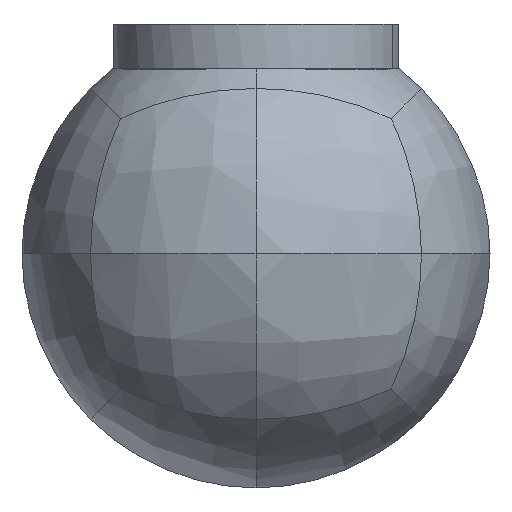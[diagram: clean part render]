
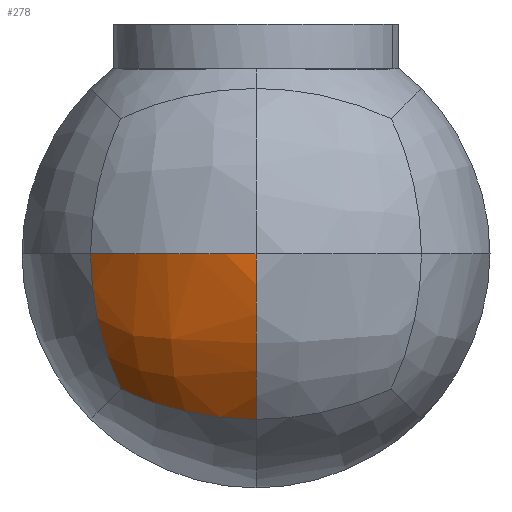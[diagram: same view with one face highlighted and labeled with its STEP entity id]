
A CAD part, front view. The second image highlights one B-rep face of the part: STEP entity #278.
In plain terms, the highlighted free-form (B-spline) face has degree [3, 3] with [9, 9] control points.
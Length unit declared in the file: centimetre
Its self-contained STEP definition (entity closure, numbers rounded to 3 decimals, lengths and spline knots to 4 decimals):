
#278=ADVANCED_FACE('',(#380),#1471,.T.);
#380=FACE_OUTER_BOUND('',#488,.T.);
#488=EDGE_LOOP('',(#784,#785,#786,#787));
#784=ORIENTED_EDGE('',*,*,#1099,.F.);
#785=ORIENTED_EDGE('',*,*,#1100,.T.);
#786=ORIENTED_EDGE('',*,*,#1088,.F.);
#787=ORIENTED_EDGE('',*,*,#1071,.F.);
#1071=EDGE_CURVE('',#1358,#1371,#1234,.T.);
#1088=EDGE_CURVE('',#1371,#1367,#1251,.T.);
#1099=EDGE_CURVE('',#1353,#1358,#1262,.T.);
#1100=EDGE_CURVE('',#1353,#1367,#1263,.T.);
#1234=B_SPLINE_CURVE_WITH_KNOTS('',3,(#7127,#7128,#7129,#7130,#7131,#7132,
#7133,#7134,#7135),.UNSPECIFIED.,.F.,.F.,(4,1,1,1,1,1,4),(0.,0.25,0.5,0.625,
0.75,0.875,1.),.UNSPECIFIED.);
#1251=B_SPLINE_CURVE_WITH_KNOTS('',3,(#7280,#7281,#7282,#7283,#7284,#7285,
#7286,#7287,#7288),.UNSPECIFIED.,.F.,.F.,(4,1,1,1,1,1,4),(0.,0.125,0.25,
0.375,0.5,0.75,1.),.UNSPECIFIED.);
#1262=B_SPLINE_CURVE_WITH_KNOTS('',3,(#7379,#7380,#7381,#7382,#7383,#7384,
#7385,#7386,#7387),.UNSPECIFIED.,.F.,.F.,(4,1,1,1,1,1,4),(0.,0.25,0.5,0.625,
0.75,0.875,1.),.UNSPECIFIED.);
#1263=B_SPLINE_CURVE_WITH_KNOTS('',3,(#7388,#7389,#7390,#7391,#7392,#7393,
#7394,#7395,#7396),.UNSPECIFIED.,.F.,.F.,(4,1,1,1,1,1,4),(0.,0.25,0.5,0.625,
0.75,0.875,1.),.UNSPECIFIED.);
#1353=VERTEX_POINT('',#7055);
#1358=VERTEX_POINT('',#7060);
#1367=VERTEX_POINT('',#7069);
#1371=VERTEX_POINT('',#7073);
#1471=B_SPLINE_SURFACE_WITH_KNOTS('',3,3,((#5837,#5838,#5839,#5840,#5841,
#5842,#5843,#5844,#5845),(#5846,#5847,#5848,#5849,#5850,#5851,#5852,#5853,
#5854),(#5855,#5856,#5857,#5858,#5859,#5860,#5861,#5862,#5863),(#5864,#5865,
#5866,#5867,#5868,#5869,#5870,#5871,#5872),(#5873,#5874,#5875,#5876,#5877,
#5878,#5879,#5880,#5881),(#5882,#5883,#5884,#5885,#5886,#5887,#5888,#5889,
#5890),(#5891,#5892,#5893,#5894,#5895,#5896,#5897,#5898,#5899),(#5900,#5901,
#5902,#5903,#5904,#5905,#5906,#5907,#5908),(#5909,#5910,#5911,#5912,#5913,
#5914,#5915,#5916,#5917)),.UNSPECIFIED.,.F.,.F.,.F.,(4,1,1,1,1,1,4),(4,
1,1,1,1,1,4),(0.,0.125,0.25,0.375,0.5,0.75,1.),(0.,0.25,0.5,0.625,0.75,
0.875,1.),.UNSPECIFIED.);
#5837=CARTESIAN_POINT('',(-380.9687,408.0299,18.0134));
#5838=CARTESIAN_POINT('',(-381.1515,408.0299,18.0134));
#5839=CARTESIAN_POINT('',(-381.5169,408.056,18.0395));
#5840=CARTESIAN_POINT('',(-381.9443,408.1396,18.1231));
#5841=CARTESIAN_POINT('',(-382.2511,408.2286,18.2121));
#5842=CARTESIAN_POINT('',(-382.4573,408.3014,18.2849));
#5843=CARTESIAN_POINT('',(-382.6331,408.3751,18.3586));
#5844=CARTESIAN_POINT('',(-382.7195,408.417,18.4005));
#5845=CARTESIAN_POINT('',(-382.7427,408.4286,18.4121));
#5846=CARTESIAN_POINT('',(-380.9687,407.959,18.0844));
#5847=CARTESIAN_POINT('',(-381.1515,407.959,18.0844));
#5848=CARTESIAN_POINT('',(-381.5169,407.9861,18.1094));
#5849=CARTESIAN_POINT('',(-381.9443,408.074,18.1888));
#5850=CARTESIAN_POINT('',(-382.2511,408.1685,18.2722));
#5851=CARTESIAN_POINT('',(-382.4573,408.2472,18.339));
#5852=CARTESIAN_POINT('',(-382.6331,408.3294,18.4042));
#5853=CARTESIAN_POINT('',(-382.7195,408.3822,18.4353));
#5854=CARTESIAN_POINT('',(-382.7542,408.417,18.4353));
#5855=CARTESIAN_POINT('',(-380.9687,407.8245,18.2336));
#5856=CARTESIAN_POINT('',(-381.152,407.8245,18.2336));
#5857=CARTESIAN_POINT('',(-381.5185,407.8536,18.2566));
#5858=CARTESIAN_POINT('',(-381.9481,407.9502,18.3274));
#5859=CARTESIAN_POINT('',(-382.2574,408.056,18.4001));
#5860=CARTESIAN_POINT('',(-382.467,408.1473,18.4558));
#5861=CARTESIAN_POINT('',(-382.6488,408.2484,18.5059));
#5862=CARTESIAN_POINT('',(-382.7505,408.3294,18.5217));
#5863=CARTESIAN_POINT('',(-382.7962,408.3751,18.5217));
#5864=CARTESIAN_POINT('',(-380.9687,407.6459,18.4767));
#5865=CARTESIAN_POINT('',(-381.1541,407.6459,18.4767));
#5866=CARTESIAN_POINT('',(-381.5248,407.6778,18.4965));
#5867=CARTESIAN_POINT('',(-381.962,407.787,18.5551));
#5868=CARTESIAN_POINT('',(-382.2802,407.9095,18.6127));
#5869=CARTESIAN_POINT('',(-382.5003,408.0193,18.6544));
#5870=CARTESIAN_POINT('',(-382.6989,408.1473,18.6878));
#5871=CARTESIAN_POINT('',(-382.8157,408.2472,18.6975));
#5872=CARTESIAN_POINT('',(-382.8699,408.3014,18.6975));
#5873=CARTESIAN_POINT('',(-380.9687,407.4916,18.7363));
#5874=CARTESIAN_POINT('',(-381.1571,407.4916,18.7363));
#5875=CARTESIAN_POINT('',(-381.5337,407.5262,18.7529));
#5876=CARTESIAN_POINT('',(-381.9811,407.647,18.7999));
#5877=CARTESIAN_POINT('',(-382.3109,407.7849,18.8438));
#5878=CARTESIAN_POINT('',(-382.542,407.9095,18.8745));
#5879=CARTESIAN_POINT('',(-382.7546,408.056,18.8973));
#5880=CARTESIAN_POINT('',(-382.8825,408.1685,18.9036));
#5881=CARTESIAN_POINT('',(-382.9426,408.2286,18.9036));
#5882=CARTESIAN_POINT('',(-380.9687,407.3198,19.1009));
#5883=CARTESIAN_POINT('',(-381.1615,407.3198,19.1009));
#5884=CARTESIAN_POINT('',(-381.5471,407.3575,19.1131));
#5885=CARTESIAN_POINT('',(-382.0092,407.4917,19.1456));
#5886=CARTESIAN_POINT('',(-382.3549,407.647,19.1737));
#5887=CARTESIAN_POINT('',(-382.5997,407.787,19.1927));
#5888=CARTESIAN_POINT('',(-382.8273,407.9502,19.2067));
#5889=CARTESIAN_POINT('',(-382.966,408.074,19.2104));
#5890=CARTESIAN_POINT('',(-383.0316,408.1396,19.2104));
#5891=CARTESIAN_POINT('',(-380.9687,407.1716,19.5841));
#5892=CARTESIAN_POINT('',(-381.1671,407.1716,19.5841));
#5893=CARTESIAN_POINT('',(-381.5639,407.2122,19.5908));
#5894=CARTESIAN_POINT('',(-382.0416,407.3575,19.6076));
#5895=CARTESIAN_POINT('',(-382.4018,407.5262,19.6211));
#5896=CARTESIAN_POINT('',(-382.6582,407.6778,19.6299));
#5897=CARTESIAN_POINT('',(-382.8982,407.8536,19.6362));
#5898=CARTESIAN_POINT('',(-383.0453,407.9861,19.6379));
#5899=CARTESIAN_POINT('',(-383.1152,408.056,19.6379));
#5900=CARTESIAN_POINT('',(-380.9687,407.13,19.9854));
#5901=CARTESIAN_POINT('',(-381.1694,407.13,19.9854));
#5902=CARTESIAN_POINT('',(-381.5707,407.1716,19.9876));
#5903=CARTESIAN_POINT('',(-382.0539,407.3198,19.9932));
#5904=CARTESIAN_POINT('',(-382.4184,407.4916,19.9977));
#5905=CARTESIAN_POINT('',(-382.6781,407.6459,20.0006));
#5906=CARTESIAN_POINT('',(-382.9212,407.8245,20.0027));
#5907=CARTESIAN_POINT('',(-383.0704,407.959,20.0033));
#5908=CARTESIAN_POINT('',(-383.1413,408.0299,20.0033));
#5909=CARTESIAN_POINT('',(-380.9687,407.13,20.186));
#5910=CARTESIAN_POINT('',(-381.1694,407.13,20.186));
#5911=CARTESIAN_POINT('',(-381.5707,407.1716,20.186));
#5912=CARTESIAN_POINT('',(-382.0539,407.3198,20.186));
#5913=CARTESIAN_POINT('',(-382.4184,407.4916,20.186));
#5914=CARTESIAN_POINT('',(-382.6781,407.6459,20.186));
#5915=CARTESIAN_POINT('',(-382.9212,407.8245,20.186));
#5916=CARTESIAN_POINT('',(-383.0704,407.959,20.186));
#5917=CARTESIAN_POINT('',(-383.1413,408.0299,20.186));
#7055=CARTESIAN_POINT('',(-380.9687,407.13,20.186));
#7060=CARTESIAN_POINT('',(-380.9687,408.0299,18.0134));
#7069=CARTESIAN_POINT('',(-383.1413,408.0299,20.186));
#7073=CARTESIAN_POINT('',(-382.7427,408.4286,18.4121));
#7127=CARTESIAN_POINT('',(-380.9687,408.0299,18.0134));
#7128=CARTESIAN_POINT('',(-381.1515,408.0299,18.0134));
#7129=CARTESIAN_POINT('',(-381.5169,408.056,18.0395));
#7130=CARTESIAN_POINT('',(-381.9443,408.1396,18.1231));
#7131=CARTESIAN_POINT('',(-382.2511,408.2286,18.2121));
#7132=CARTESIAN_POINT('',(-382.4573,408.3014,18.2849));
#7133=CARTESIAN_POINT('',(-382.6331,408.3751,18.3586));
#7134=CARTESIAN_POINT('',(-382.7195,408.417,18.4005));
#7135=CARTESIAN_POINT('',(-382.7427,408.4286,18.4121));
#7280=CARTESIAN_POINT('',(-382.7427,408.4286,18.4121));
#7281=CARTESIAN_POINT('',(-382.7542,408.417,18.4353));
#7282=CARTESIAN_POINT('',(-382.7962,408.3751,18.5217));
#7283=CARTESIAN_POINT('',(-382.8699,408.3014,18.6975));
#7284=CARTESIAN_POINT('',(-382.9426,408.2286,18.9036));
#7285=CARTESIAN_POINT('',(-383.0316,408.1396,19.2104));
#7286=CARTESIAN_POINT('',(-383.1152,408.056,19.6379));
#7287=CARTESIAN_POINT('',(-383.1413,408.0299,20.0033));
#7288=CARTESIAN_POINT('',(-383.1413,408.0299,20.186));
#7379=CARTESIAN_POINT('',(-380.9687,407.13,20.186));
#7380=CARTESIAN_POINT('',(-380.9687,407.13,19.9854));
#7381=CARTESIAN_POINT('',(-380.9687,407.1716,19.5841));
#7382=CARTESIAN_POINT('',(-380.9687,407.3198,19.1009));
#7383=CARTESIAN_POINT('',(-380.9687,407.4916,18.7363));
#7384=CARTESIAN_POINT('',(-380.9687,407.6459,18.4767));
#7385=CARTESIAN_POINT('',(-380.9687,407.8245,18.2336));
#7386=CARTESIAN_POINT('',(-380.9687,407.959,18.0844));
#7387=CARTESIAN_POINT('',(-380.9687,408.0299,18.0134));
#7388=CARTESIAN_POINT('',(-380.9687,407.13,20.186));
#7389=CARTESIAN_POINT('',(-381.1694,407.13,20.186));
#7390=CARTESIAN_POINT('',(-381.5707,407.1716,20.186));
#7391=CARTESIAN_POINT('',(-382.0539,407.3198,20.186));
#7392=CARTESIAN_POINT('',(-382.4184,407.4916,20.186));
#7393=CARTESIAN_POINT('',(-382.6781,407.6459,20.186));
#7394=CARTESIAN_POINT('',(-382.9212,407.8245,20.186));
#7395=CARTESIAN_POINT('',(-383.0704,407.959,20.186));
#7396=CARTESIAN_POINT('',(-383.1413,408.0299,20.186));
